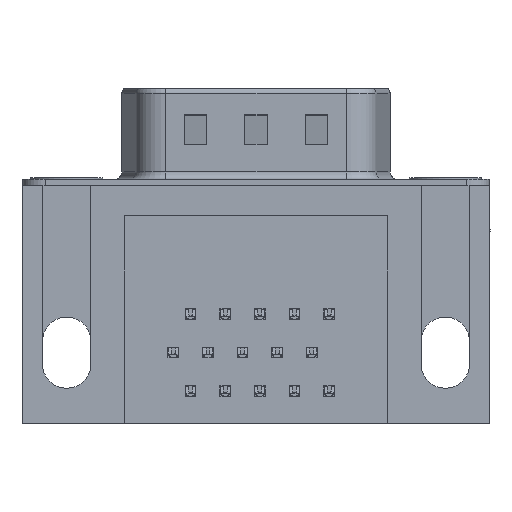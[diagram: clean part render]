
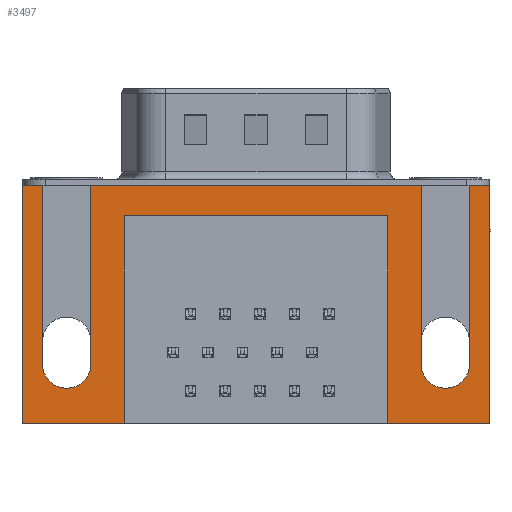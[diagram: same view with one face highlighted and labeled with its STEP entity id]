
A CAD part, front view. The second image highlights one B-rep face of the part: STEP entity #3497.
In plain terms, the highlighted planar face has unit normal (0, -1, 0).
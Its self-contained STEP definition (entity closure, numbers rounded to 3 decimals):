
#61 = CARTESIAN_POINT ( 'NONE',  ( -1.6, -6.275, 0. ) ) ;
#122 = ORIENTED_EDGE ( 'NONE', *, *, #12903, .F. ) ;
#169 = CARTESIAN_POINT ( 'NONE',  ( -2.91, -6.275, 0. ) ) ;
#260 = DIRECTION ( 'NONE',  ( 0., 0., 1. ) ) ;
#265 = ORIENTED_EDGE ( 'NONE', *, *, #16121, .F. ) ;
#531 = VECTOR ( 'NONE', #11003, 1000. ) ;
#550 = VERTEX_POINT ( 'NONE', #1105 ) ;
#608 = CARTESIAN_POINT ( 'NONE',  ( 1.6, -6.275, -11.78 ) ) ;
#636 = VERTEX_POINT ( 'NONE', #608 ) ;
#870 = CARTESIAN_POINT ( 'NONE',  ( 3.79, -6.275, -15.7 ) ) ;
#912 = FACE_OUTER_BOUND ( 'NONE', #14473, .T. ) ;
#998 = LINE ( 'NONE', #2834, #531 ) ;
#1104 = VECTOR ( 'NONE', #7330, 1000. ) ;
#1105 = CARTESIAN_POINT ( 'NONE',  ( 23.39, -6.275, -11.78 ) ) ;
#1124 = CARTESIAN_POINT ( 'NONE',  ( 23.39, -6.275, 0. ) ) ;
#1304 = EDGE_CURVE ( 'NONE', #5445, #1397, #16249, .T. ) ;
#1352 = CARTESIAN_POINT ( 'NONE',  ( -1.6, -6.275, -11.78 ) ) ;
#1397 = VERTEX_POINT ( 'NONE', #14898 ) ;
#1453 = EDGE_CURVE ( 'NONE', #4987, #4678, #3623, .T. ) ;
#1632 = CARTESIAN_POINT ( 'NONE',  ( 21.2, -6.275, -2. ) ) ;
#1697 = EDGE_CURVE ( 'NONE', #550, #9232, #13214, .T. ) ;
#1842 = DIRECTION ( 'NONE',  ( 0., -1., 0. ) ) ;
#1908 = CARTESIAN_POINT ( 'NONE',  ( 24.99, -6.275, -11.78 ) ) ;
#2180 = VERTEX_POINT ( 'NONE', #11350 ) ;
#2287 = VERTEX_POINT ( 'NONE', #16615 ) ;
#2373 = CARTESIAN_POINT ( 'NONE',  ( 27.9, -6.275, -15.7 ) ) ;
#2834 = CARTESIAN_POINT ( 'NONE',  ( -2.91, -6.275, 0. ) ) ;
#2932 = LINE ( 'NONE', #7404, #15843 ) ;
#2981 = EDGE_CURVE ( 'NONE', #9232, #2287, #6282, .T. ) ;
#3058 = VERTEX_POINT ( 'NONE', #7568 ) ;
#3188 = EDGE_CURVE ( 'NONE', #636, #4987, #16375, .T. ) ;
#3408 = DIRECTION ( 'NONE',  ( 0., -1., 0. ) ) ;
#3423 = CARTESIAN_POINT ( 'NONE',  ( -2.91, -6.275, -15.7 ) ) ;
#3497 = ADVANCED_FACE ( 'NONE', ( #912 ), #15821, .T. ) ;
#3550 = CARTESIAN_POINT ( 'NONE',  ( 24.99, -6.275, -11.78 ) ) ;
#3597 = CARTESIAN_POINT ( 'NONE',  ( 26.59, -6.275, 0. ) ) ;
#3623 = LINE ( 'NONE', #12664, #13821 ) ;
#3700 = DIRECTION ( 'NONE',  ( 0., 0., -1. ) ) ;
#3973 = ORIENTED_EDGE ( 'NONE', *, *, #10434, .F. ) ;
#4230 = LINE ( 'NONE', #6943, #17378 ) ;
#4423 = VERTEX_POINT ( 'NONE', #12882 ) ;
#4577 = EDGE_CURVE ( 'NONE', #6920, #14325, #5603, .T. ) ;
#4678 = VERTEX_POINT ( 'NONE', #1124 ) ;
#4742 = ORIENTED_EDGE ( 'NONE', *, *, #9482, .F. ) ;
#4880 = LINE ( 'NONE', #7433, #11483 ) ;
#4890 = EDGE_CURVE ( 'NONE', #5445, #4423, #17525, .T. ) ;
#4961 = EDGE_CURVE ( 'NONE', #8471, #14858, #16312, .T. ) ;
#4987 = VERTEX_POINT ( 'NONE', #13140 ) ;
#5053 = CARTESIAN_POINT ( 'NONE',  ( 0., -6.275, -11.78 ) ) ;
#5265 = EDGE_CURVE ( 'NONE', #1397, #16303, #4880, .T. ) ;
#5311 = ORIENTED_EDGE ( 'NONE', *, *, #1304, .F. ) ;
#5321 = DIRECTION ( 'NONE',  ( 0., 0., 1. ) ) ;
#5428 = ORIENTED_EDGE ( 'NONE', *, *, #4890, .T. ) ;
#5445 = VERTEX_POINT ( 'NONE', #14255 ) ;
#5603 = LINE ( 'NONE', #2373, #9081 ) ;
#5785 = ORIENTED_EDGE ( 'NONE', *, *, #6059, .F. ) ;
#6059 = EDGE_CURVE ( 'NONE', #2180, #13831, #998, .T. ) ;
#6066 = VECTOR ( 'NONE', #14502, 1000. ) ;
#6277 = ORIENTED_EDGE ( 'NONE', *, *, #1697, .F. ) ;
#6282 = CIRCLE ( 'NONE', #16723, 1.6 ) ;
#6288 = DIRECTION ( 'NONE',  ( 0., 0., 1. ) ) ;
#6441 = DIRECTION ( 'NONE',  ( 0., 0., -1. ) ) ;
#6584 = CARTESIAN_POINT ( 'NONE',  ( -1.6, -6.275, 0. ) ) ;
#6636 = DIRECTION ( 'NONE',  ( 0., -1., 0. ) ) ;
#6818 = DIRECTION ( 'NONE',  ( 0., 0., -1. ) ) ;
#6911 = AXIS2_PLACEMENT_3D ( 'NONE', #14381, #6636, #15663 ) ;
#6920 = VERTEX_POINT ( 'NONE', #870 ) ;
#6943 = CARTESIAN_POINT ( 'NONE',  ( 26.59, -6.275, 0. ) ) ;
#7059 = LINE ( 'NONE', #14338, #10071 ) ;
#7330 = DIRECTION ( 'NONE',  ( 0., 0., -1. ) ) ;
#7404 = CARTESIAN_POINT ( 'NONE',  ( -2.91, -6.275, -2.5 ) ) ;
#7433 = CARTESIAN_POINT ( 'NONE',  ( 21.2, -6.275, -2. ) ) ;
#7568 = CARTESIAN_POINT ( 'NONE',  ( 3.79, -6.275, -2. ) ) ;
#7648 = ORIENTED_EDGE ( 'NONE', *, *, #9121, .F. ) ;
#8061 = CARTESIAN_POINT ( 'NONE',  ( 3.79, -6.275, -2. ) ) ;
#8107 = DIRECTION ( 'NONE',  ( 0., -1., 0. ) ) ;
#8119 = CARTESIAN_POINT ( 'NONE',  ( 24.99, -6.275, -13.38 ) ) ;
#8471 = VERTEX_POINT ( 'NONE', #1352 ) ;
#8559 = ORIENTED_EDGE ( 'NONE', *, *, #13520, .F. ) ;
#8869 = LINE ( 'NONE', #11965, #15306 ) ;
#8988 = DIRECTION ( 'NONE',  ( 1., 0., 0. ) ) ;
#9081 = VECTOR ( 'NONE', #10554, 1000. ) ;
#9121 = EDGE_CURVE ( 'NONE', #4678, #550, #7059, .T. ) ;
#9210 = EDGE_CURVE ( 'NONE', #16303, #3058, #13108, .T. ) ;
#9230 = EDGE_CURVE ( 'NONE', #3058, #6920, #8869, .T. ) ;
#9232 = VERTEX_POINT ( 'NONE', #8119 ) ;
#9349 = CARTESIAN_POINT ( 'NONE',  ( -2.91, -6.275, -2.5 ) ) ;
#9355 = DIRECTION ( 'NONE',  ( -1., 0., 0. ) ) ;
#9482 = EDGE_CURVE ( 'NONE', #13831, #8471, #12090, .T. ) ;
#9994 = ORIENTED_EDGE ( 'NONE', *, *, #1453, .F. ) ;
#10071 = VECTOR ( 'NONE', #3700, 1000. ) ;
#10260 = VECTOR ( 'NONE', #260, 1000. ) ;
#10434 = EDGE_CURVE ( 'NONE', #14858, #636, #17501, .T. ) ;
#10554 = DIRECTION ( 'NONE',  ( -1., 0., 0. ) ) ;
#10624 = VECTOR ( 'NONE', #11313, 1000. ) ;
#10915 = ORIENTED_EDGE ( 'NONE', *, *, #4961, .F. ) ;
#11003 = DIRECTION ( 'NONE',  ( 1., 0., 0. ) ) ;
#11047 = LINE ( 'NONE', #169, #10624 ) ;
#11313 = DIRECTION ( 'NONE',  ( 1., 0., 0. ) ) ;
#11350 = CARTESIAN_POINT ( 'NONE',  ( -2.91, -6.275, 0. ) ) ;
#11400 = CARTESIAN_POINT ( 'NONE',  ( 27.9, -6.275, -2.5 ) ) ;
#11483 = VECTOR ( 'NONE', #15140, 1000. ) ;
#11724 = ORIENTED_EDGE ( 'NONE', *, *, #2981, .F. ) ;
#11965 = CARTESIAN_POINT ( 'NONE',  ( 3.79, -6.275, -2. ) ) ;
#12090 = LINE ( 'NONE', #61, #1104 ) ;
#12309 = VECTOR ( 'NONE', #9355, 1000. ) ;
#12664 = CARTESIAN_POINT ( 'NONE',  ( -2.91, -6.275, 0. ) ) ;
#12762 = CARTESIAN_POINT ( 'NONE',  ( 27.9, -6.275, -15.7 ) ) ;
#12834 = VECTOR ( 'NONE', #15372, 1000. ) ;
#12867 = CARTESIAN_POINT ( 'NONE',  ( 1.6, -6.275, 0. ) ) ;
#12882 = CARTESIAN_POINT ( 'NONE',  ( 27.9, -6.275, 0. ) ) ;
#12903 = EDGE_CURVE ( 'NONE', #14920, #4423, #11047, .T. ) ;
#13108 = LINE ( 'NONE', #8061, #12309 ) ;
#13140 = CARTESIAN_POINT ( 'NONE',  ( 1.6, -6.275, 0. ) ) ;
#13214 = CIRCLE ( 'NONE', #15501, 1.6 ) ;
#13520 = EDGE_CURVE ( 'NONE', #14325, #2180, #2932, .T. ) ;
#13676 = ORIENTED_EDGE ( 'NONE', *, *, #5265, .F. ) ;
#13821 = VECTOR ( 'NONE', #8988, 1000. ) ;
#13831 = VERTEX_POINT ( 'NONE', #6584 ) ;
#14176 = DIRECTION ( 'NONE',  ( 0., -1., 0. ) ) ;
#14255 = CARTESIAN_POINT ( 'NONE',  ( 27.9, -6.275, -15.7 ) ) ;
#14325 = VERTEX_POINT ( 'NONE', #3423 ) ;
#14338 = CARTESIAN_POINT ( 'NONE',  ( 23.39, -6.275, 0. ) ) ;
#14381 = CARTESIAN_POINT ( 'NONE',  ( 0., -6.275, -11.78 ) ) ;
#14473 = EDGE_LOOP ( 'NONE', ( #265, #11724, #6277, #7648, #9994, #17373, #3973, #10915, #4742, #5785, #8559, #14866, #14551, #17409, #13676, #5311, #5428, #122 ) ) ;
#14502 = DIRECTION ( 'NONE',  ( 0., 0., 1. ) ) ;
#14551 = ORIENTED_EDGE ( 'NONE', *, *, #9230, .F. ) ;
#14858 = VERTEX_POINT ( 'NONE', #15418 ) ;
#14866 = ORIENTED_EDGE ( 'NONE', *, *, #4577, .F. ) ;
#14898 = CARTESIAN_POINT ( 'NONE',  ( 21.2, -6.275, -15.7 ) ) ;
#14920 = VERTEX_POINT ( 'NONE', #3597 ) ;
#15140 = DIRECTION ( 'NONE',  ( 0., 0., 1. ) ) ;
#15306 = VECTOR ( 'NONE', #6818, 1000. ) ;
#15372 = DIRECTION ( 'NONE',  ( -1., 0., 0. ) ) ;
#15418 = CARTESIAN_POINT ( 'NONE',  ( 0., -6.275, -13.38 ) ) ;
#15501 = AXIS2_PLACEMENT_3D ( 'NONE', #1908, #1842, #5321 ) ;
#15663 = DIRECTION ( 'NONE',  ( 0., 0., -1. ) ) ;
#15821 = PLANE ( 'NONE',  #16070 ) ;
#15843 = VECTOR ( 'NONE', #16409, 1000. ) ;
#16070 = AXIS2_PLACEMENT_3D ( 'NONE', #9349, #8107, #17120 ) ;
#16121 = EDGE_CURVE ( 'NONE', #2287, #14920, #4230, .T. ) ;
#16249 = LINE ( 'NONE', #12762, #12834 ) ;
#16303 = VERTEX_POINT ( 'NONE', #1632 ) ;
#16312 = CIRCLE ( 'NONE', #6911, 1.6 ) ;
#16375 = LINE ( 'NONE', #12867, #6066 ) ;
#16409 = DIRECTION ( 'NONE',  ( 0., 0., 1. ) ) ;
#16615 = CARTESIAN_POINT ( 'NONE',  ( 26.59, -6.275, -11.78 ) ) ;
#16723 = AXIS2_PLACEMENT_3D ( 'NONE', #3550, #3408, #6288 ) ;
#17120 = DIRECTION ( 'NONE',  ( 0., 0., -1. ) ) ;
#17252 = DIRECTION ( 'NONE',  ( 0., 0., 1. ) ) ;
#17319 = AXIS2_PLACEMENT_3D ( 'NONE', #5053, #14176, #6441 ) ;
#17373 = ORIENTED_EDGE ( 'NONE', *, *, #3188, .F. ) ;
#17378 = VECTOR ( 'NONE', #17252, 1000. ) ;
#17409 = ORIENTED_EDGE ( 'NONE', *, *, #9210, .F. ) ;
#17501 = CIRCLE ( 'NONE', #17319, 1.6 ) ;
#17525 = LINE ( 'NONE', #11400, #10260 ) ;
